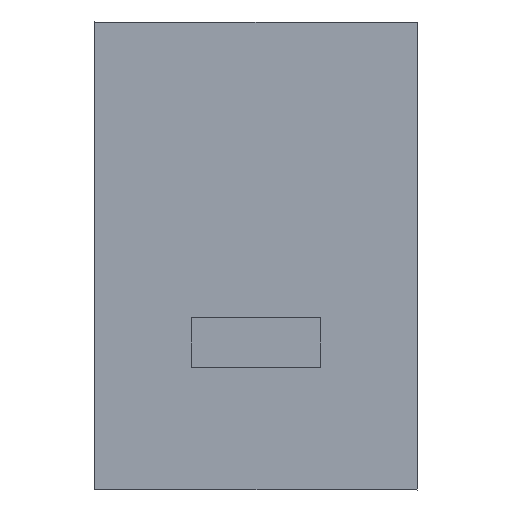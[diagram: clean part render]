
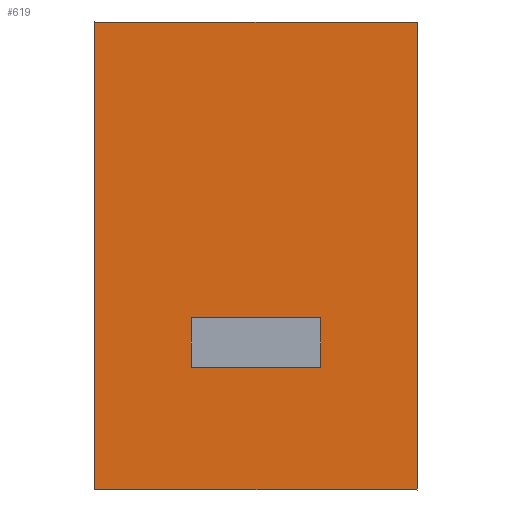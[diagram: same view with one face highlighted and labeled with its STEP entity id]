
A CAD part, left-side view. The second image highlights one B-rep face of the part: STEP entity #619.
In plain terms, the highlighted planar face has unit normal (-1, 0, 0).
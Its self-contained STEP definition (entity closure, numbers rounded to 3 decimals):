
#22=FACE_BOUND('',#81,.T.);
#43=FACE_OUTER_BOUND('',#80,.T.);
#80=EDGE_LOOP('',(#426,#427,#428,#429));
#81=EDGE_LOOP('',(#430,#431,#432,#433));
#125=LINE('',#882,#201);
#129=LINE('',#890,#205);
#132=LINE('',#898,#208);
#133=LINE('',#899,#209);
#134=LINE('',#902,#210);
#135=LINE('',#904,#211);
#136=LINE('',#906,#212);
#137=LINE('',#907,#213);
#201=VECTOR('',#716,10.);
#205=VECTOR('',#722,10.);
#208=VECTOR('',#729,1000.);
#209=VECTOR('',#730,1000.);
#210=VECTOR('',#731,1000.);
#211=VECTOR('',#732,1000.);
#212=VECTOR('',#733,1000.);
#213=VECTOR('',#734,1000.);
#277=VERTEX_POINT('',#880);
#278=VERTEX_POINT('',#881);
#281=VERTEX_POINT('',#889);
#284=VERTEX_POINT('',#897);
#285=VERTEX_POINT('',#900);
#286=VERTEX_POINT('',#901);
#287=VERTEX_POINT('',#903);
#288=VERTEX_POINT('',#905);
#333=EDGE_CURVE('',#277,#278,#125,.T.);
#337=EDGE_CURVE('',#281,#277,#129,.T.);
#341=EDGE_CURVE('',#284,#278,#132,.T.);
#342=EDGE_CURVE('',#281,#284,#133,.T.);
#343=EDGE_CURVE('',#285,#286,#134,.T.);
#344=EDGE_CURVE('',#286,#287,#135,.T.);
#345=EDGE_CURVE('',#287,#288,#136,.T.);
#346=EDGE_CURVE('',#288,#285,#137,.T.);
#426=ORIENTED_EDGE('',*,*,#333,.T.);
#427=ORIENTED_EDGE('',*,*,#341,.F.);
#428=ORIENTED_EDGE('',*,*,#342,.F.);
#429=ORIENTED_EDGE('',*,*,#337,.T.);
#430=ORIENTED_EDGE('',*,*,#343,.T.);
#431=ORIENTED_EDGE('',*,*,#344,.T.);
#432=ORIENTED_EDGE('',*,*,#345,.T.);
#433=ORIENTED_EDGE('',*,*,#346,.T.);
#587=PLANE('',#671);
#619=ADVANCED_FACE('',(#43,#22),#587,.T.);
#671=AXIS2_PLACEMENT_3D('',#896,#727,#728);
#716=DIRECTION('',(0.,1.,0.));
#722=DIRECTION('',(0.,0.,1.));
#727=DIRECTION('center_axis',(-1.,0.,0.));
#728=DIRECTION('ref_axis',(0.,0.,1.));
#729=DIRECTION('',(0.,0.,1.));
#730=DIRECTION('',(0.,1.,0.));
#731=DIRECTION('',(0.,0.,-1.));
#732=DIRECTION('',(0.,1.,0.));
#733=DIRECTION('',(0.,0.,1.));
#734=DIRECTION('',(0.,-1.,0.));
#880=CARTESIAN_POINT('',(9.545,90.816,2.485));
#881=CARTESIAN_POINT('',(9.545,105.816,2.485));
#882=CARTESIAN_POINT('',(9.545,94.566,2.485));
#889=CARTESIAN_POINT('',(9.545,90.816,-19.25));
#890=CARTESIAN_POINT('',(9.545,90.816,8.035));
#896=CARTESIAN_POINT('Origin',(9.545,90.816,-19.25));
#897=CARTESIAN_POINT('',(9.545,105.816,-19.25));
#898=CARTESIAN_POINT('',(9.545,105.816,-19.25));
#899=CARTESIAN_POINT('',(9.545,90.816,-19.25));
#900=CARTESIAN_POINT('',(9.545,95.316,-11.25));
#901=CARTESIAN_POINT('',(9.545,95.316,-13.55));
#902=CARTESIAN_POINT('',(9.545,95.316,-15.25));
#903=CARTESIAN_POINT('',(9.545,101.316,-13.55));
#904=CARTESIAN_POINT('',(9.545,94.566,-13.55));
#905=CARTESIAN_POINT('',(9.545,101.316,-11.25));
#906=CARTESIAN_POINT('',(9.545,101.316,-15.25));
#907=CARTESIAN_POINT('',(9.545,94.566,-11.25));
